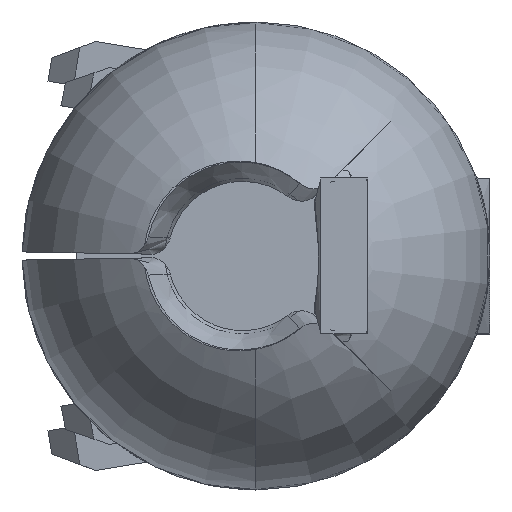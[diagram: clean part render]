
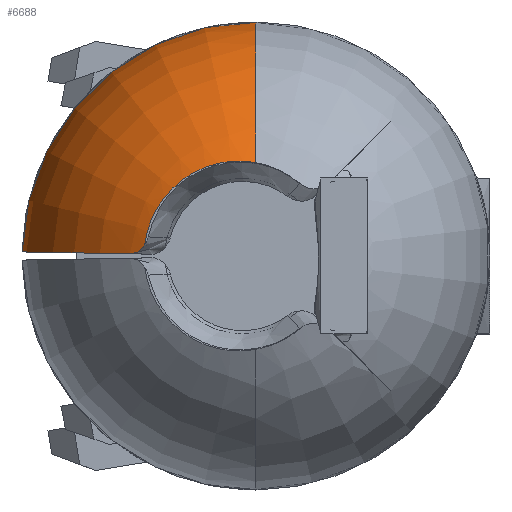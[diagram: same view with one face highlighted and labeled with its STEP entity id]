
A CAD part, left-side view. The second image highlights one B-rep face of the part: STEP entity #6688.
In plain terms, the highlighted toroidal (fillet/blend) face has major radius 0.127 mm and minor radius 2.413 mm.
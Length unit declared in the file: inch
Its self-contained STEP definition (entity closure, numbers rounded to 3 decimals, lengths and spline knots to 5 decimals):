
#110 = DIRECTION ( 'NONE',  ( 0., -1., 0. ) ) ;
#381 = EDGE_CURVE ( 'NONE', #6370, #592, #5090, .T. ) ;
#418 = CARTESIAN_POINT ( 'NONE',  ( 0.00262, 0., 0.03593 ) ) ;
#517 = CARTESIAN_POINT ( 'NONE',  ( 0.12793, 0., 0. ) ) ;
#592 = VERTEX_POINT ( 'NONE', #7543 ) ;
#782 = EDGE_CURVE ( 'NONE', #4518, #3263, #3217, .T. ) ;
#909 = AXIS2_PLACEMENT_3D ( 'NONE', #517, #4857, #1155 ) ;
#1052 = CARTESIAN_POINT ( 'NONE',  ( 0.00349, 0.00994, 0.03671 ) ) ;
#1155 = DIRECTION ( 'NONE',  ( 0., 0., 1. ) ) ;
#1242 = CARTESIAN_POINT ( 'NONE',  ( 0.12793, 0.08135, 0.00142 ) ) ;
#1332 = ORIENTED_EDGE ( 'NONE', *, *, #381, .F. ) ;
#1482 = CARTESIAN_POINT ( 'NONE',  ( 0.00985, 0.0485, 0.00085 ) ) ;
#1688 = CARTESIAN_POINT ( 'NONE',  ( 0.00473, 0.02419, 0.03237 ) ) ;
#1739 = EDGE_CURVE ( 'NONE', #6370, #3263, #7836, .T. ) ;
#1929 = ORIENTED_EDGE ( 'NONE', *, *, #782, .F. ) ;
#2046 = EDGE_CURVE ( 'NONE', #4518, #7315, #3074, .T. ) ;
#2164 = TOROIDAL_SURFACE ( 'NONE', #2810, -0.005, 0.095 ) ;
#2306 = CARTESIAN_POINT ( 'NONE',  ( 0.00626, 0.04161, 0.0142 ) ) ;
#2706 = CARTESIAN_POINT ( 'NONE',  ( 0.00702, 0.04413, 0.00211 ) ) ;
#2810 = AXIS2_PLACEMENT_3D ( 'NONE', #3769, #6311, #6949 ) ;
#2950 = EDGE_LOOP ( 'NONE', ( #1332, #4826, #1929, #7102, #5805 ) ) ;
#3074 = B_SPLINE_CURVE_WITH_KNOTS ( 'NONE', 3,
 ( #1482, #4559, #2706, #5825 ),
 .UNSPECIFIED., .F., .F.,
 ( 4, 4 ),
 ( 0., 0.0002 ),
 .UNSPECIFIED. ) ;
#3217 = CIRCLE ( 'NONE', #6873, 0.095 ) ;
#3263 = VERTEX_POINT ( 'NONE', #1242 ) ;
#3601 = FACE_OUTER_BOUND ( 'NONE', #2950, .T. ) ;
#3686 = DIRECTION ( 'NONE',  ( 0., 0.017, -1. ) ) ;
#3769 = CARTESIAN_POINT ( 'NONE',  ( 0.08835, 0., 0. ) ) ;
#3837 = CARTESIAN_POINT ( 'NONE',  ( 0.08835, 0., -0.005 ) ) ;
#4138 = CARTESIAN_POINT ( 'NONE',  ( 0.00304, 0.00486, 0.03682 ) ) ;
#4445 = B_SPLINE_CURVE_WITH_KNOTS ( 'NONE', 3,
 ( #418, #4138, #1052, #5388, #1688, #6031, #2306, #6666 ),
 .UNSPECIFIED., .F., .F.,
 ( 4, 2, 2, 4 ),
 ( 0.00419, 0.00457, 0.00495, 0.00571 ),
 .UNSPECIFIED. ) ;
#4454 = DIRECTION ( 'NONE',  ( 0., 0., -1. ) ) ;
#4518 = VERTEX_POINT ( 'NONE', #6737 ) ;
#4559 = CARTESIAN_POINT ( 'NONE',  ( 0.00836, 0.04632, 0.00081 ) ) ;
#4826 = ORIENTED_EDGE ( 'NONE', *, *, #1739, .T. ) ;
#4857 = DIRECTION ( 'NONE',  ( -1., 0., 0. ) ) ;
#5090 = CIRCLE ( 'NONE', #7603, 0.095 ) ;
#5334 = CARTESIAN_POINT ( 'NONE',  ( 0.12793, 0., 0.08136 ) ) ;
#5388 = CARTESIAN_POINT ( 'NONE',  ( 0.00433, 0.01959, 0.03448 ) ) ;
#5805 = ORIENTED_EDGE ( 'NONE', *, *, #5903, .F. ) ;
#5825 = CARTESIAN_POINT ( 'NONE',  ( 0.00636, 0.04278, 0.00428 ) ) ;
#5903 = EDGE_CURVE ( 'NONE', #592, #7315, #4445, .T. ) ;
#6031 = CARTESIAN_POINT ( 'NONE',  ( 0.00579, 0.03623, 0.02348 ) ) ;
#6311 = DIRECTION ( 'NONE',  ( -1., 0., 0. ) ) ;
#6370 = VERTEX_POINT ( 'NONE', #5334 ) ;
#6666 = CARTESIAN_POINT ( 'NONE',  ( 0.00636, 0.04278, 0.00428 ) ) ;
#6688 = ADVANCED_FACE ( 'NONE', ( #3601 ), #2164, .T. ) ;
#6718 = CARTESIAN_POINT ( 'NONE',  ( 0.00636, 0.04278, 0.00428 ) ) ;
#6737 = CARTESIAN_POINT ( 'NONE',  ( 0.00985, 0.0485, 0.00085 ) ) ;
#6873 = AXIS2_PLACEMENT_3D ( 'NONE', #7472, #3686, #8090 ) ;
#6949 = DIRECTION ( 'NONE',  ( 0., 0., 1. ) ) ;
#7102 = ORIENTED_EDGE ( 'NONE', *, *, #2046, .T. ) ;
#7315 = VERTEX_POINT ( 'NONE', #6718 ) ;
#7472 = CARTESIAN_POINT ( 'NONE',  ( 0.08835, -0.005, -0.00009 ) ) ;
#7543 = CARTESIAN_POINT ( 'NONE',  ( 0.00262, 0., 0.03593 ) ) ;
#7603 = AXIS2_PLACEMENT_3D ( 'NONE', #3837, #110, #4454 ) ;
#7836 = CIRCLE ( 'NONE', #909, 0.08136 ) ;
#8090 = DIRECTION ( 'NONE',  ( 1., 0., 0. ) ) ;
